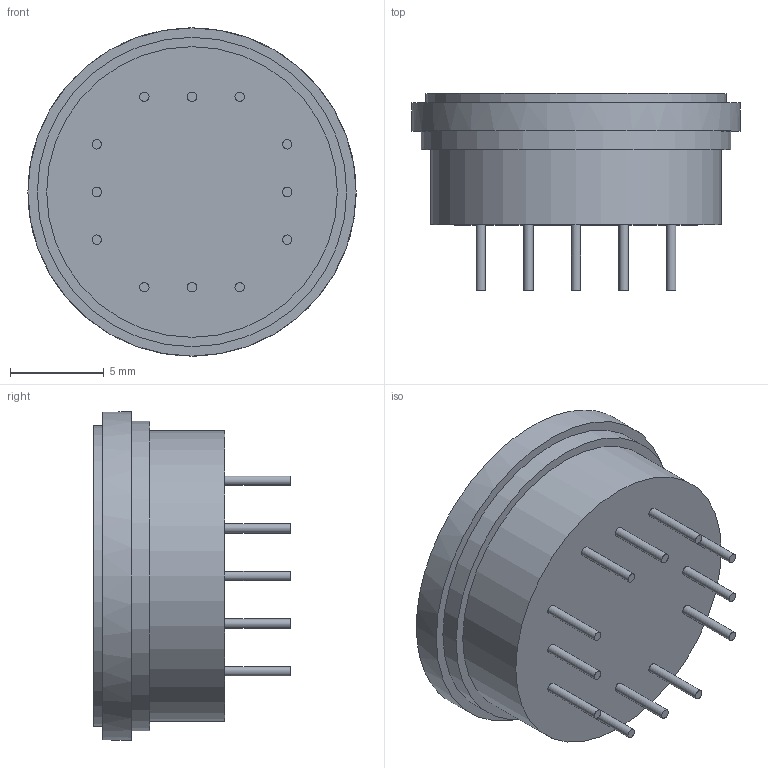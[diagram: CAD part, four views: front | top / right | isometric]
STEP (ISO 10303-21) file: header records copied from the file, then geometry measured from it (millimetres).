
FILE_DESCRIPTION((''),'2;1');
FILE_NAME('Socket E678-12-01.stp','2011-07-20T13:35:15',('advo'),(''),'Autodesk Inventor 2011','Autodesk Inventor 2011','');
FILE_SCHEMA(('AUTOMOTIVE_DESIGN { 1 0 10303 214 1 1 1 1 }'));
Length unit declared in the file: millimetre
Products named in the file (1): Socket E678-12-01
Bounding box: 17.5 x 10.5 x 17.5 mm (x, y, z)
Volume: 1378.2 mm3; surface area: 1100.9 mm2
Topology: 1 solids, 1 shells, 61 faces, 119 edges, 75 vertices
Faces by surface type: cylinder 31, plane 18, cone 12
Full cylindrical faces by diameter (mm): 0.5 x12, 1 x12, 15.5 x1, 16.5 x1, 17.5 x1
Entity records: 1286 total; most frequent: DIRECTION 254, CARTESIAN_POINT 191, ORIENTED_EDGE 134, AXIS2_PLACEMENT_3D 125, EDGE_LOOP 115, EDGE_CURVE 67, CIRCLE 63, VERTEX_POINT 62
